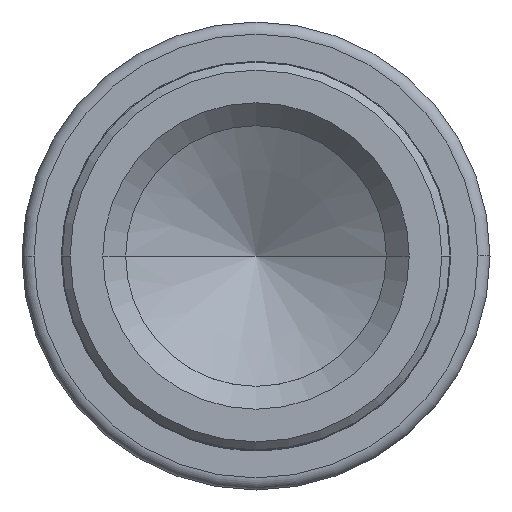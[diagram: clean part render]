
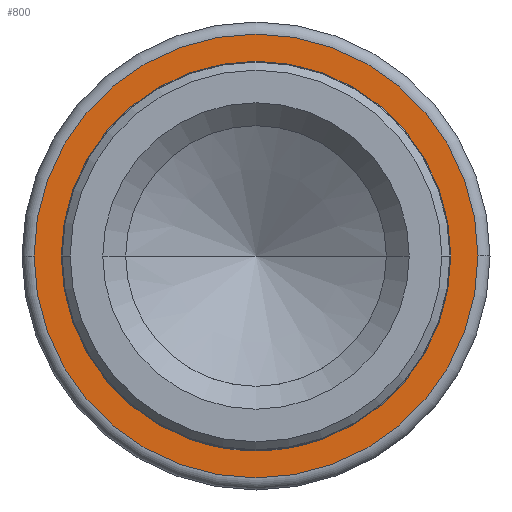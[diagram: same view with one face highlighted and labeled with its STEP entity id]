
A CAD part, front view. The second image highlights one B-rep face of the part: STEP entity #800.
In plain terms, the highlighted planar face has unit normal (0, -1, 0).
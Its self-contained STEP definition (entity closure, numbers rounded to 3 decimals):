
#6=CARTESIAN_POINT('',(0.,-0.004,0.));
#7=DIRECTION('',(0.,1.,0.));
#8=DIRECTION('',(1.,0.,0.));
#9=AXIS2_PLACEMENT_3D('',#6,#7,#8);
#59=CARTESIAN_POINT('',(0.,-0.004,0.));
#60=DIRECTION('',(0.,1.,0.));
#61=DIRECTION('',(-1.,0.,0.));
#62=AXIS2_PLACEMENT_3D('',#59,#60,#61);
#69=CARTESIAN_POINT('',(0.,-0.004,0.));
#70=DIRECTION('',(0.,1.,0.));
#71=DIRECTION('',(1.,0.,0.));
#72=AXIS2_PLACEMENT_3D('',#69,#70,#71);
#74=CARTESIAN_POINT('',(0.,-0.004,0.));
#75=DIRECTION('',(0.,-1.,0.));
#76=DIRECTION('',(1.,0.,0.));
#77=AXIS2_PLACEMENT_3D('',#74,#75,#76);
#626=CARTESIAN_POINT('',(0.869,-0.004,0.));
#628=VERTEX_POINT('',#626);
#632=CARTESIAN_POINT('',(-0.869,-0.004,0.));
#634=VERTEX_POINT('',#632);
#657=CARTESIAN_POINT('',(0.99,-0.004,0.));
#658=CARTESIAN_POINT('',(-0.99,-0.004,0.));
#659=VERTEX_POINT('',#657);
#660=VERTEX_POINT('',#658);
#785=CARTESIAN_POINT('',(0.,-0.004,0.));
#786=DIRECTION('',(0.,-1.,0.));
#787=DIRECTION('',(-1.,0.,0.));
#788=AXIS2_PLACEMENT_3D('',#785,#786,#787);
#789=PLANE('',#788);
#790=ORIENTED_EDGE('',*,*,#692,.T.);
#791=ORIENTED_EDGE('',*,*,#779,.T.);
#792=EDGE_LOOP('',(#790,#791));
#793=FACE_OUTER_BOUND('',#792,.F.);
#795=ORIENTED_EDGE('',*,*,#794,.F.);
#797=ORIENTED_EDGE('',*,*,#796,.T.);
#798=EDGE_LOOP('',(#795,#797));
#799=FACE_BOUND('',#798,.F.);
#800=ADVANCED_FACE('',(#793,#799),#789,.T.);
#10=CIRCLE('',#9,0.99);
#63=CIRCLE('',#62,0.99);
#73=CIRCLE('',#72,0.869);
#78=CIRCLE('',#77,0.869);
#692=EDGE_CURVE('',#659,#660,#10,.T.);
#779=EDGE_CURVE('',#660,#659,#63,.T.);
#794=EDGE_CURVE('',#628,#634,#73,.T.);
#796=EDGE_CURVE('',#628,#634,#78,.T.);
